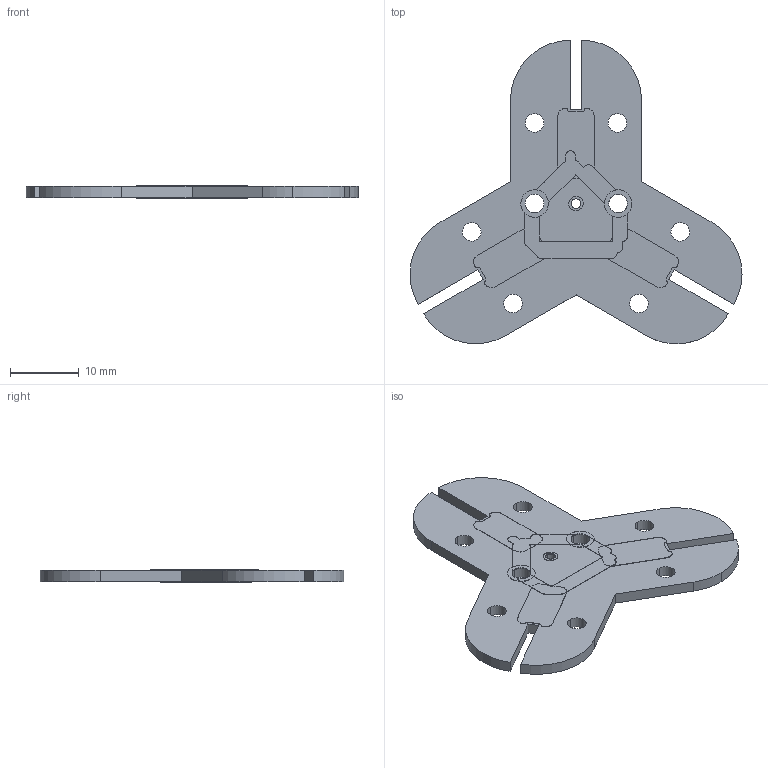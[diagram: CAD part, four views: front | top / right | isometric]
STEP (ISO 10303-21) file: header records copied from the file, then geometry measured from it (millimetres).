
FILE_DESCRIPTION(('FreeCAD Model'),'2;1');
FILE_NAME('tri-slot-hub_with_traces_no_sma.step', '2020-10-16T15:39:50',('Author'),(''), 'Open CASCADE STEP processor 7.3','FreeCAD','Unknown');
FILE_SCHEMA(('AUTOMOTIVE_DESIGN { 1 0 10303 214 1 1 1 1 }'));
Length unit declared in the file: millimetre
Products named in the file (1): pcb_combo
Bounding box: 48.16 x 44.04 x 1.8 mm (x, y, z)
Volume: 1835.4 mm3; surface area: 3673 mm2
Topology: 16 solids, 16 shells, 826 faces, 2382 edges, 1588 vertices
Faces by surface type: plane 750, cylinder 76
Entity records: 32509 total; most frequent: CARTESIAN_POINT 4797, ORIENTED_EDGE 4764, DIRECTION 4188, EDGE_CURVE 2382, LINE 2230, VECTOR 2230, VERTEX_POINT 1588, AXIS2_PLACEMENT_3D 979
